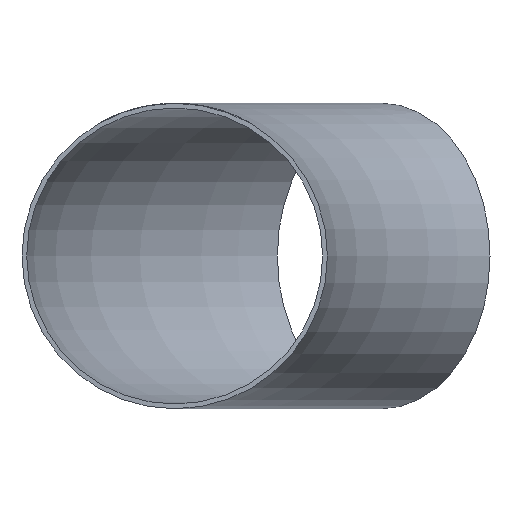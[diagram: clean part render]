
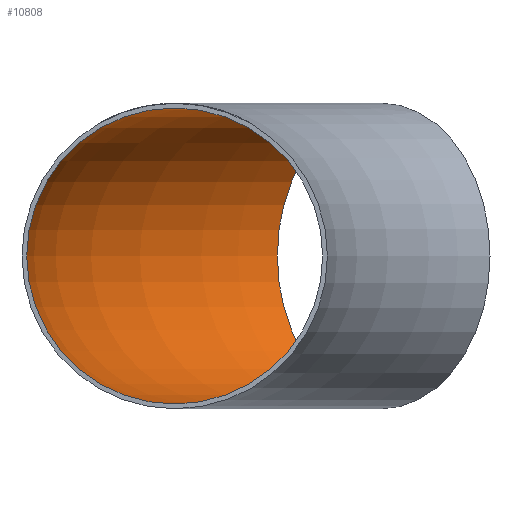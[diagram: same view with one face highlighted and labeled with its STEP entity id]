
A CAD part, front view. The second image highlights one B-rep face of the part: STEP entity #10808.
In plain terms, the highlighted toroidal (fillet/blend) face has major radius 390 mm and minor radius 81.55 mm.
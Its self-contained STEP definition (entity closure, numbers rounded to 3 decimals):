
#438 = DIRECTION ( 'NONE',  ( 0., 0., 1. ) ) ;
#454 = VERTEX_POINT ( 'NONE', #7286 ) ;
#652 = EDGE_CURVE ( 'NONE', #2787, #2787, #8941, .T. ) ;
#2162 = DIRECTION ( 'NONE',  ( 0.707, 0.707, 0. ) ) ;
#2787 = VERTEX_POINT ( 'NONE', #12255 ) ;
#5240 = CARTESIAN_POINT ( 'NONE',  ( -390., 0., 0. ) ) ;
#7286 = CARTESIAN_POINT ( 'NONE',  ( -333.436, 333.436, 0. ) ) ;
#7394 = EDGE_LOOP ( 'NONE', ( #28301 ) ) ;
#7468 = AXIS2_PLACEMENT_3D ( 'NONE', #5240, #10373, #438 ) ;
#7884 = DIRECTION ( 'NONE',  ( 0., 0., -1. ) ) ;
#8941 = CIRCLE ( 'NONE', #7468, 81.55 ) ;
#10373 = DIRECTION ( 'NONE',  ( 0., 1., 0. ) ) ;
#10808 = ADVANCED_FACE ( 'NONE', ( #22217, #29367 ), #17313, .F. ) ;
#11629 = DIRECTION ( 'NONE',  ( -0.707, 0.707, 0. ) ) ;
#12239 = CARTESIAN_POINT ( 'NONE',  ( 0., 0., 0. ) ) ;
#12255 = CARTESIAN_POINT ( 'NONE',  ( -390., 0., 81.55 ) ) ;
#12533 = EDGE_CURVE ( 'NONE', #454, #454, #13349, .T. ) ;
#12551 = DIRECTION ( 'NONE',  ( -1., 0., 0. ) ) ;
#12831 = AXIS2_PLACEMENT_3D ( 'NONE', #12239, #7884, #12551 ) ;
#12971 = ORIENTED_EDGE ( 'NONE', *, *, #12533, .T. ) ;
#13349 = CIRCLE ( 'NONE', #29742, 81.55 ) ;
#17313 = TOROIDAL_SURFACE ( 'NONE', #12831, 390., 81.55 ) ;
#20832 = EDGE_LOOP ( 'NONE', ( #12971 ) ) ;
#22217 = FACE_OUTER_BOUND ( 'NONE', #20832, .T. ) ;
#25801 = CARTESIAN_POINT ( 'NONE',  ( -275.772, 275.772, 0. ) ) ;
#28301 = ORIENTED_EDGE ( 'NONE', *, *, #652, .F. ) ;
#29367 = FACE_OUTER_BOUND ( 'NONE', #7394, .T. ) ;
#29742 = AXIS2_PLACEMENT_3D ( 'NONE', #25801, #2162, #11629 ) ;
